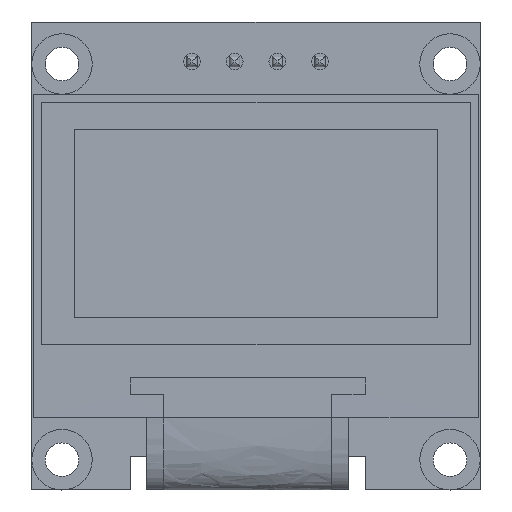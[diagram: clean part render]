
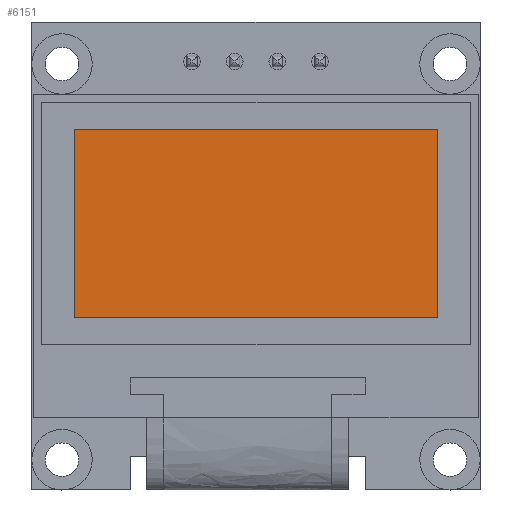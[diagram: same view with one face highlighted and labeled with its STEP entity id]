
A CAD part, top view. The second image highlights one B-rep face of the part: STEP entity #6151.
In plain terms, the highlighted planar face has unit normal (0, 0, 1).
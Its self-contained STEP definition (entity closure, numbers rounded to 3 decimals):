
#50 = VERTEX_POINT ( 'NONE', #6930 ) ;
#88 = ORIENTED_EDGE ( 'NONE', *, *, #6780, .T. ) ;
#104 = LINE ( 'NONE', #697, #5357 ) ;
#423 = FACE_OUTER_BOUND ( 'NONE', #1643, .T. ) ;
#441 = CARTESIAN_POINT ( 'NONE',  ( 6.97, -15.264, 6.035 ) ) ;
#623 = DIRECTION ( 'NONE',  ( 0., -1., 0. ) ) ;
#697 = CARTESIAN_POINT ( 'NONE',  ( 6.97, -4.044, 6.035 ) ) ;
#792 = VERTEX_POINT ( 'NONE', #1131 ) ;
#1131 = CARTESIAN_POINT ( 'NONE',  ( -14.59, -15.264, 6.035 ) ) ;
#1643 = EDGE_LOOP ( 'NONE', ( #88, #2409, #6350, #6709 ) ) ;
#2030 = DIRECTION ( 'NONE',  ( 1., 0., 0. ) ) ;
#2051 = LINE ( 'NONE', #6073, #2704 ) ;
#2140 = DIRECTION ( 'NONE',  ( 0., 0., 1. ) ) ;
#2409 = ORIENTED_EDGE ( 'NONE', *, *, #5887, .T. ) ;
#2419 = CARTESIAN_POINT ( 'NONE',  ( 6.97, -4.044, 6.035 ) ) ;
#2704 = VECTOR ( 'NONE', #623, 1000. ) ;
#2822 = VECTOR ( 'NONE', #2030, 1000. ) ;
#2948 = DIRECTION ( 'NONE',  ( -1., 0., 0. ) ) ;
#3010 = CARTESIAN_POINT ( 'NONE',  ( -14.59, -15.264, 6.035 ) ) ;
#3023 = EDGE_CURVE ( 'NONE', #792, #4599, #3593, .T. ) ;
#3177 = AXIS2_PLACEMENT_3D ( 'NONE', #6962, #2140, #3798 ) ;
#3490 = CARTESIAN_POINT ( 'NONE',  ( -14.59, -4.044, 6.035 ) ) ;
#3593 = LINE ( 'NONE', #3010, #2822 ) ;
#3683 = VECTOR ( 'NONE', #2948, 1000. ) ;
#3798 = DIRECTION ( 'NONE',  ( 1., 0., 0. ) ) ;
#3985 = EDGE_CURVE ( 'NONE', #50, #792, #2051, .T. ) ;
#4599 = VERTEX_POINT ( 'NONE', #441 ) ;
#4614 = LINE ( 'NONE', #3490, #3683 ) ;
#4775 = PLANE ( 'NONE',  #3177 ) ;
#5357 = VECTOR ( 'NONE', #6725, 1000. ) ;
#5887 = EDGE_CURVE ( 'NONE', #6617, #50, #4614, .T. ) ;
#6073 = CARTESIAN_POINT ( 'NONE',  ( -14.59, -4.044, 6.035 ) ) ;
#6151 = ADVANCED_FACE ( 'NONE', ( #423 ), #4775, .T. ) ;
#6350 = ORIENTED_EDGE ( 'NONE', *, *, #3985, .T. ) ;
#6617 = VERTEX_POINT ( 'NONE', #2419 ) ;
#6709 = ORIENTED_EDGE ( 'NONE', *, *, #3023, .T. ) ;
#6725 = DIRECTION ( 'NONE',  ( 0., 1., 0. ) ) ;
#6780 = EDGE_CURVE ( 'NONE', #4599, #6617, #104, .T. ) ;
#6930 = CARTESIAN_POINT ( 'NONE',  ( -14.59, -4.044, 6.035 ) ) ;
#6962 = CARTESIAN_POINT ( 'NONE',  ( -3.81, -10.214, 6.035 ) ) ;
